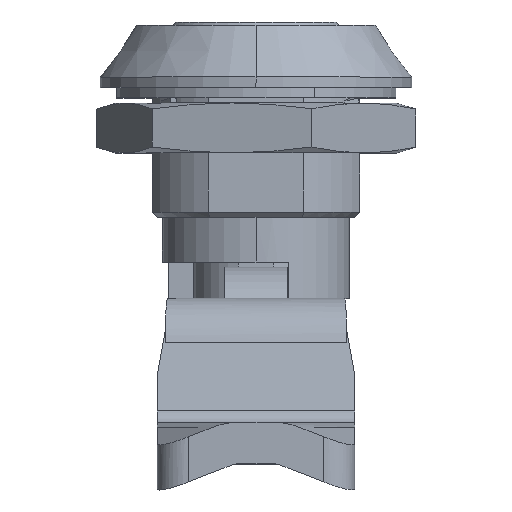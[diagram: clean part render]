
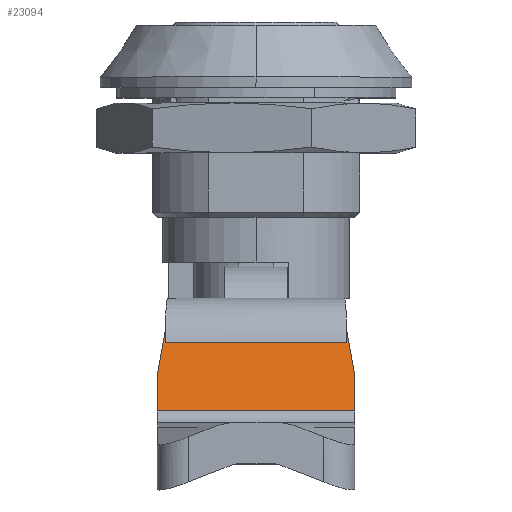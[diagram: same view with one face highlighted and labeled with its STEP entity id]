
A CAD part, top view. The second image highlights one B-rep face of the part: STEP entity #23094.
In plain terms, the highlighted face is planar.
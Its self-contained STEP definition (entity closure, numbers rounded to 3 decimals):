
#106 = VERTEX_POINT ( 'NONE', #14723 ) ;
#835 = AXIS2_PLACEMENT_3D ( 'NONE', #22796, #6907, #6587 ) ;
#1065 = VERTEX_POINT ( 'NONE', #21839 ) ;
#1855 = CARTESIAN_POINT ( 'NONE',  ( 54.46, 68.087, -37.729 ) ) ;
#2186 = EDGE_LOOP ( 'NONE', ( #8174, #5628, #7847, #21567, #7351, #11785, #10534, #15353 ) ) ;
#2521 = EDGE_CURVE ( 'NONE', #1065, #16878, #10794, .T. ) ;
#2727 = CARTESIAN_POINT ( 'NONE',  ( 73.708, 62.08, -15.242 ) ) ;
#3197 = VECTOR ( 'NONE', #11644, 1000. ) ;
#3390 = VERTEX_POINT ( 'NONE', #12802 ) ;
#3401 = DIRECTION ( 'NONE',  ( 1., 0., -0.011 ) ) ;
#3735 = VECTOR ( 'NONE', #5428, 1000. ) ;
#4287 = CARTESIAN_POINT ( 'NONE',  ( 64.209, 62.078, -15.138 ) ) ;
#5051 = VECTOR ( 'NONE', #3401, 1000. ) ;
#5428 = DIRECTION ( 'NONE',  ( 0.011, -0.256, 0.967 ) ) ;
#5628 = ORIENTED_EDGE ( 'NONE', *, *, #20673, .F. ) ;
#5958 = LINE ( 'NONE', #15362, #15934 ) ;
#6356 = DIRECTION ( 'NONE',  ( -0.011, 0.256, -0.967 ) ) ;
#6573 = CARTESIAN_POINT ( 'NONE',  ( 75.26, 60.842, -10.585 ) ) ;
#6587 = DIRECTION ( 'NONE',  ( 1., 0., -0.01 ) ) ;
#6907 = DIRECTION ( 'NONE',  ( 0.003, 0.967, 0.256 ) ) ;
#7351 = ORIENTED_EDGE ( 'NONE', *, *, #14448, .T. ) ;
#7666 = LINE ( 'NONE', #14600, #19299 ) ;
#7847 = ORIENTED_EDGE ( 'NONE', *, *, #10137, .T. ) ;
#8140 = CARTESIAN_POINT ( 'NONE',  ( 55.238, 68.087, -37.737 ) ) ;
#8174 = ORIENTED_EDGE ( 'NONE', *, *, #2521, .F. ) ;
#8326 = VERTEX_POINT ( 'NONE', #9540 ) ;
#8436 = LINE ( 'NONE', #6573, #10672 ) ;
#8928 = DIRECTION ( 'NONE',  ( -0.011, 0.256, -0.967 ) ) ;
#9540 = CARTESIAN_POINT ( 'NONE',  ( 73.67, 63.002, -18.725 ) ) ;
#9731 = CARTESIAN_POINT ( 'NONE',  ( 73.459, 68.09, -37.937 ) ) ;
#10137 = EDGE_CURVE ( 'NONE', #106, #13450, #23026, .T. ) ;
#10534 = ORIENTED_EDGE ( 'NONE', *, *, #14843, .F. ) ;
#10672 = VECTOR ( 'NONE', #11744, 1000. ) ;
#10794 = LINE ( 'NONE', #1855, #3735 ) ;
#10838 = EDGE_CURVE ( 'NONE', #18028, #16878, #20432, .T. ) ;
#10982 = EDGE_CURVE ( 'NONE', #8326, #19149, #8436, .T. ) ;
#11381 = DIRECTION ( 'NONE',  ( -1., 0., 0.011 ) ) ;
#11644 = DIRECTION ( 'NONE',  ( 0.011, -0.256, 0.967 ) ) ;
#11744 = DIRECTION ( 'NONE',  ( -0.185, 0.252, -0.95 ) ) ;
#11785 = ORIENTED_EDGE ( 'NONE', *, *, #10982, .F. ) ;
#12802 = CARTESIAN_POINT ( 'NONE',  ( 72.858, 63.818, -21.799 ) ) ;
#13223 = VECTOR ( 'NONE', #6356, 1000. ) ;
#13388 = LINE ( 'NONE', #9731, #13223 ) ;
#13450 = VERTEX_POINT ( 'NONE', #15879 ) ;
#14069 = FACE_OUTER_BOUND ( 'NONE', #2186, .T. ) ;
#14448 = EDGE_CURVE ( 'NONE', #3390, #19149, #7666, .T. ) ;
#14600 = CARTESIAN_POINT ( 'NONE',  ( 72.681, 68.09, -37.928 ) ) ;
#14723 = CARTESIAN_POINT ( 'NONE',  ( 55.402, 64.12, -22.754 ) ) ;
#14813 = VECTOR ( 'NONE', #11381, 1000. ) ;
#14843 = EDGE_CURVE ( 'NONE', #18028, #8326, #13388, .T. ) ;
#15353 = ORIENTED_EDGE ( 'NONE', *, *, #10838, .T. ) ;
#15362 = CARTESIAN_POINT ( 'NONE',  ( 56.739, 66.168, -30.503 ) ) ;
#15879 = CARTESIAN_POINT ( 'NONE',  ( 55.415, 63.816, -21.607 ) ) ;
#15934 = VECTOR ( 'NONE', #18737, 1000. ) ;
#16878 = VERTEX_POINT ( 'NONE', #19700 ) ;
#16893 = CARTESIAN_POINT ( 'NONE',  ( 72.846, 64.122, -22.946 ) ) ;
#17453 = PLANE ( 'NONE',  #835 ) ;
#18028 = VERTEX_POINT ( 'NONE', #2727 ) ;
#18737 = DIRECTION ( 'NONE',  ( -0.165, -0.252, 0.954 ) ) ;
#19149 = VERTEX_POINT ( 'NONE', #16893 ) ;
#19299 = VECTOR ( 'NONE', #8928, 1000. ) ;
#19700 = CARTESIAN_POINT ( 'NONE',  ( 54.709, 62.077, -15.034 ) ) ;
#20432 = LINE ( 'NONE', #4287, #14813 ) ;
#20673 = EDGE_CURVE ( 'NONE', #106, #1065, #5958, .T. ) ;
#20737 = EDGE_CURVE ( 'NONE', #13450, #3390, #21428, .T. ) ;
#21428 = LINE ( 'NONE', #22852, #5051 ) ;
#21567 = ORIENTED_EDGE ( 'NONE', *, *, #20737, .T. ) ;
#21839 = CARTESIAN_POINT ( 'NONE',  ( 54.671, 62.999, -18.516 ) ) ;
#22796 = CARTESIAN_POINT ( 'NONE',  ( 63.959, 68.089, -37.833 ) ) ;
#22852 = CARTESIAN_POINT ( 'NONE',  ( 64.137, 63.817, -21.703 ) ) ;
#23026 = LINE ( 'NONE', #8140, #3197 ) ;
#23094 = ADVANCED_FACE ( 'NONE', ( #14069 ), #17453, .F. ) ;
